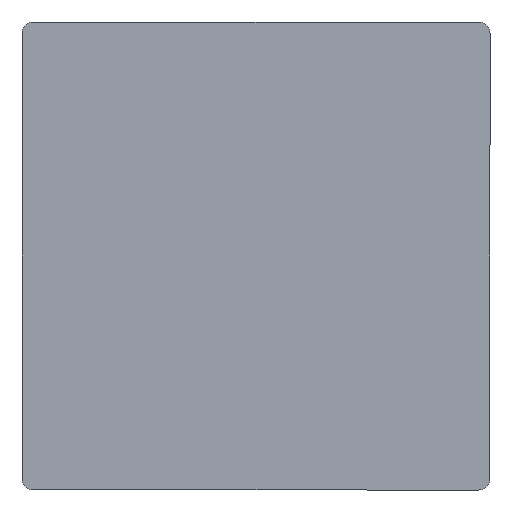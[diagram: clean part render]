
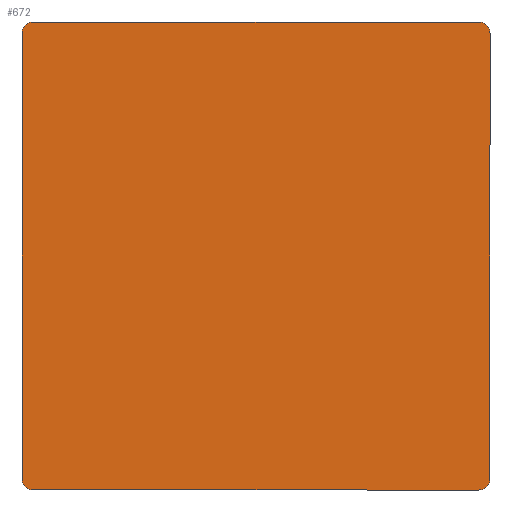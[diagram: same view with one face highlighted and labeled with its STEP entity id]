
A CAD part, front view. The second image highlights one B-rep face of the part: STEP entity #672.
In plain terms, the highlighted planar face has unit normal (0, -1, 0).
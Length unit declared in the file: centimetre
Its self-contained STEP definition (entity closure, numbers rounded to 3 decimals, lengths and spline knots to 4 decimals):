
#15 = CIRCLE ( 'NONE', #238, 1. ) ;
#33 = VERTEX_POINT ( 'NONE', #232 ) ;
#57 = EDGE_CURVE ( 'NONE', #488, #424, #938, .T. ) ;
#60 = CARTESIAN_POINT ( 'NONE',  ( -20., 0., -20. ) ) ;
#64 = AXIS2_PLACEMENT_3D ( 'NONE', #396, #948, #1036 ) ;
#76 = DIRECTION ( 'NONE',  ( 0., 0., -1. ) ) ;
#89 = AXIS2_PLACEMENT_3D ( 'NONE', #1109, #140, #1024 ) ;
#103 = CARTESIAN_POINT ( 'NONE',  ( -19., 0., -19. ) ) ;
#108 = EDGE_CURVE ( 'NONE', #790, #1144, #994, .T. ) ;
#109 = VERTEX_POINT ( 'NONE', #603 ) ;
#140 = DIRECTION ( 'NONE',  ( 0., -1., 0. ) ) ;
#147 = DIRECTION ( 'NONE',  ( 1., 0., 0. ) ) ;
#166 = CARTESIAN_POINT ( 'NONE',  ( -20., 0., -19. ) ) ;
#179 = CARTESIAN_POINT ( 'NONE',  ( -19., 0., -20. ) ) ;
#197 = CARTESIAN_POINT ( 'NONE',  ( 19., 0., -20. ) ) ;
#200 = VERTEX_POINT ( 'NONE', #962 ) ;
#211 = VECTOR ( 'NONE', #76, 100. ) ;
#231 = VECTOR ( 'NONE', #861, 100. ) ;
#232 = CARTESIAN_POINT ( 'NONE',  ( 19., 0., 20. ) ) ;
#238 = AXIS2_PLACEMENT_3D ( 'NONE', #517, #428, #863 ) ;
#245 = ORIENTED_EDGE ( 'NONE', *, *, #385, .T. ) ;
#270 = ORIENTED_EDGE ( 'NONE', *, *, #654, .T. ) ;
#279 = CIRCLE ( 'NONE', #699, 1. ) ;
#294 = VERTEX_POINT ( 'NONE', #179 ) ;
#334 = ORIENTED_EDGE ( 'NONE', *, *, #849, .T. ) ;
#364 = CARTESIAN_POINT ( 'NONE',  ( 20., 0., -19. ) ) ;
#385 = EDGE_CURVE ( 'NONE', #790, #294, #279, .T. ) ;
#396 = CARTESIAN_POINT ( 'NONE',  ( 19., 0., 19. ) ) ;
#404 = CARTESIAN_POINT ( 'NONE',  ( -20., 0., 19. ) ) ;
#406 = CARTESIAN_POINT ( 'NONE',  ( 20., 0., 20. ) ) ;
#424 = VERTEX_POINT ( 'NONE', #364 ) ;
#428 = DIRECTION ( 'NONE',  ( 0., -1., 0. ) ) ;
#435 = LINE ( 'NONE', #961, #811 ) ;
#488 = VERTEX_POINT ( 'NONE', #197 ) ;
#517 = CARTESIAN_POINT ( 'NONE',  ( -19., 0., 19. ) ) ;
#530 = ORIENTED_EDGE ( 'NONE', *, *, #845, .F. ) ;
#552 = ORIENTED_EDGE ( 'NONE', *, *, #782, .F. ) ;
#558 = AXIS2_PLACEMENT_3D ( 'NONE', #665, #683, #955 ) ;
#603 = CARTESIAN_POINT ( 'NONE',  ( 20., 0., 19. ) ) ;
#609 = EDGE_LOOP ( 'NONE', ( #857, #334, #1087, #245, #552, #1028, #530, #270 ) ) ;
#654 = EDGE_CURVE ( 'NONE', #109, #33, #1074, .T. ) ;
#660 = LINE ( 'NONE', #406, #1047 ) ;
#665 = CARTESIAN_POINT ( 'NONE',  ( 19., 0., -19. ) ) ;
#672 = ADVANCED_FACE ( 'NONE', ( #841 ), #1105, .T. ) ;
#683 = DIRECTION ( 'NONE',  ( 0., -1., 0. ) ) ;
#699 = AXIS2_PLACEMENT_3D ( 'NONE', #103, #818, #1079 ) ;
#729 = EDGE_CURVE ( 'NONE', #200, #33, #660, .T. ) ;
#782 = EDGE_CURVE ( 'NONE', #488, #294, #435, .T. ) ;
#785 = LINE ( 'NONE', #793, #211 ) ;
#790 = VERTEX_POINT ( 'NONE', #166 ) ;
#793 = CARTESIAN_POINT ( 'NONE',  ( 20., 0., -20. ) ) ;
#811 = VECTOR ( 'NONE', #968, 100. ) ;
#818 = DIRECTION ( 'NONE',  ( 0., -1., 0. ) ) ;
#841 = FACE_OUTER_BOUND ( 'NONE', #609, .T. ) ;
#845 = EDGE_CURVE ( 'NONE', #109, #424, #785, .T. ) ;
#849 = EDGE_CURVE ( 'NONE', #200, #1144, #15, .T. ) ;
#857 = ORIENTED_EDGE ( 'NONE', *, *, #729, .F. ) ;
#861 = DIRECTION ( 'NONE',  ( 0., 0., 1. ) ) ;
#863 = DIRECTION ( 'NONE',  ( 0., 0., -1. ) ) ;
#938 = CIRCLE ( 'NONE', #558, 1. ) ;
#948 = DIRECTION ( 'NONE',  ( 0., -1., 0. ) ) ;
#955 = DIRECTION ( 'NONE',  ( 0., 0., -1. ) ) ;
#961 = CARTESIAN_POINT ( 'NONE',  ( 20., 0., -20. ) ) ;
#962 = CARTESIAN_POINT ( 'NONE',  ( -19., 0., 20. ) ) ;
#968 = DIRECTION ( 'NONE',  ( -1., 0., 0. ) ) ;
#994 = LINE ( 'NONE', #60, #231 ) ;
#1024 = DIRECTION ( 'NONE',  ( 0., 0., -1. ) ) ;
#1028 = ORIENTED_EDGE ( 'NONE', *, *, #57, .T. ) ;
#1036 = DIRECTION ( 'NONE',  ( 0., 0., -1. ) ) ;
#1047 = VECTOR ( 'NONE', #147, 100. ) ;
#1074 = CIRCLE ( 'NONE', #64, 1. ) ;
#1079 = DIRECTION ( 'NONE',  ( 0., 0., -1. ) ) ;
#1087 = ORIENTED_EDGE ( 'NONE', *, *, #108, .F. ) ;
#1105 = PLANE ( 'NONE',  #89 ) ;
#1109 = CARTESIAN_POINT ( 'NONE',  ( 0., 0., 0. ) ) ;
#1144 = VERTEX_POINT ( 'NONE', #404 ) ;
